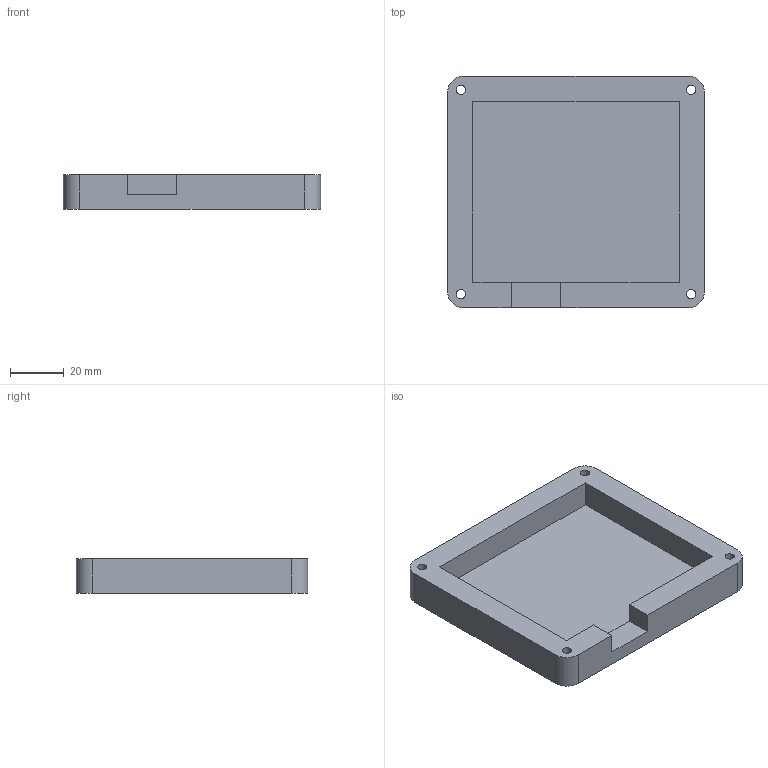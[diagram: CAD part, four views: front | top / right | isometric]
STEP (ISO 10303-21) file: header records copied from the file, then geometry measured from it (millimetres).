
FILE_DESCRIPTION(/* description */ (''),/* implementation_level */ '2;1');
FILE_NAME(/* name */ 'Aarav Kohli''s AI HackPad Base-STEP.step',/* time_stamp */ '2025-12-07T12:02:42+05:30',/* author */ (''),/* organization */ (''),/* preprocessor_version */ 'ST-DEVELOPER v20.1',/* originating_system */ 'Autodesk Translation Framework v14.21.0.0',/* authorisation */ '');
FILE_SCHEMA (('AUTOMOTIVE_DESIGN { 1 0 10303 214 3 1 1 }'));
Length unit declared in the file: millimetre
Products named in the file (2): Aarav Kohli's AI HackPad Base; Aarav's AI hackpad
Bounding box: 95.6 x 86 x 13 mm (x, y, z)
Volume: 53126 mm3; surface area: 24315.4 mm2
Topology: 1 solids, 1 shells, 374 faces, 1035 edges, 690 vertices
Faces by surface type: bspline 228, plane 134, cylinder 12
Full cylindrical faces by diameter (mm): 3.4 x4, 6 x4
Entity records: 14052 total; most frequent: CARTESIAN_POINT 5978, ORIENTED_EDGE 2070, EDGE_CURVE 1035, DIRECTION 901, VERTEX_POINT 690, LINE 555, VECTOR 555, B_SPLINE_CURVE_WITH_KNOTS 456
